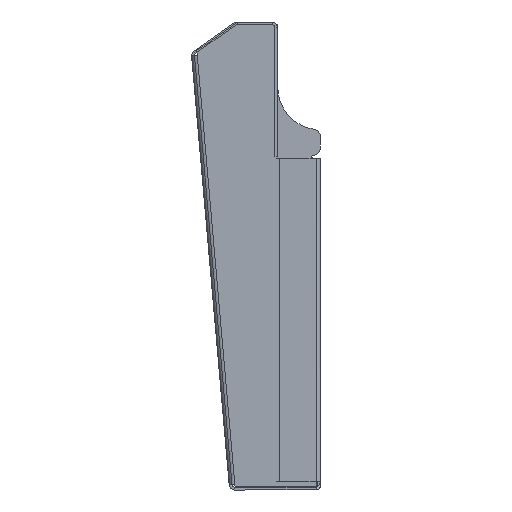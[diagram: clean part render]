
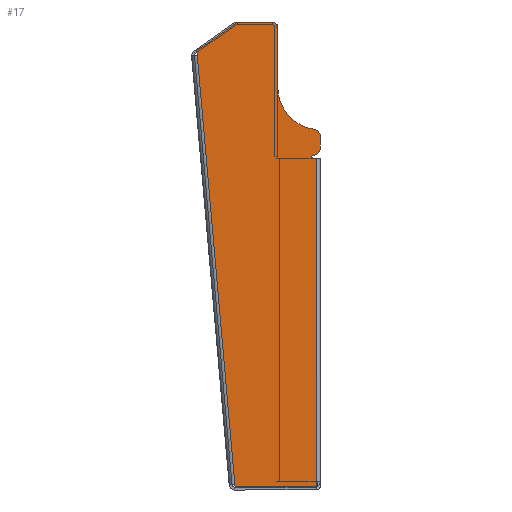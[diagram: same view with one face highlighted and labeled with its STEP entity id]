
A CAD part, left-side view. The second image highlights one B-rep face of the part: STEP entity #17.
In plain terms, the highlighted planar face has unit normal (-1, 0, 0).
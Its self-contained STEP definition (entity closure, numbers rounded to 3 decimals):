
#11 = ORIENTED_EDGE ( 'NONE', *, *, #4495, .T. ) ;
#17 = ADVANCED_FACE ( 'NONE', ( #2440 ), #4901, .T. ) ;
#21 = AXIS2_PLACEMENT_3D ( 'NONE', #2443, #4386, #982 ) ;
#30 = LINE ( 'NONE', #411, #211 ) ;
#48 = ORIENTED_EDGE ( 'NONE', *, *, #849, .F. ) ;
#91 = DIRECTION ( 'NONE',  ( 0., 0., 1. ) ) ;
#98 = CARTESIAN_POINT ( 'NONE',  ( -305., 30.086, -66.933 ) ) ;
#131 = LINE ( 'NONE', #4521, #3506 ) ;
#180 = CARTESIAN_POINT ( 'NONE',  ( -305., 0., 52.5 ) ) ;
#198 = CIRCLE ( 'NONE', #5463, 2.5 ) ;
#211 = VECTOR ( 'NONE', #1987, 1000. ) ;
#297 = LINE ( 'NONE', #3771, #2160 ) ;
#332 = DIRECTION ( 'NONE',  ( 0., 1., 0. ) ) ;
#337 = ORIENTED_EDGE ( 'NONE', *, *, #3866, .T. ) ;
#365 = CARTESIAN_POINT ( 'NONE',  ( -305., 29.128, 97. ) ) ;
#411 = CARTESIAN_POINT ( 'NONE',  ( -305., 43.394, 85.18 ) ) ;
#473 = VECTOR ( 'NONE', #788, 1000. ) ;
#479 = DIRECTION ( 'NONE',  ( -1., 0., 0. ) ) ;
#572 = ORIENTED_EDGE ( 'NONE', *, *, #5819, .T. ) ;
#636 = AXIS2_PLACEMENT_3D ( 'NONE', #3493, #479, #3428 ) ;
#671 = DIRECTION ( 'NONE',  ( 0., -1., 0. ) ) ;
#688 = ORIENTED_EDGE ( 'NONE', *, *, #2260, .T. ) ;
#695 = ORIENTED_EDGE ( 'NONE', *, *, #1702, .T. ) ;
#714 = CARTESIAN_POINT ( 'NONE',  ( -305., 0., 74. ) ) ;
#788 = DIRECTION ( 'NONE',  ( 0., -1., 0. ) ) ;
#839 = VERTEX_POINT ( 'NONE', #1745 ) ;
#849 = EDGE_CURVE ( 'NONE', #4370, #3758, #4295, .T. ) ;
#861 = CARTESIAN_POINT ( 'NONE',  ( -305., 35.669, -3.121 ) ) ;
#982 = DIRECTION ( 'NONE',  ( 0., -1., 0. ) ) ;
#1025 = VERTEX_POINT ( 'NONE', #5010 ) ;
#1109 = CARTESIAN_POINT ( 'NONE',  ( -305., 17.5, 97. ) ) ;
#1135 = DIRECTION ( 'NONE',  ( 0., 0., 1. ) ) ;
#1185 = VERTEX_POINT ( 'NONE', #1284 ) ;
#1236 = AXIS2_PLACEMENT_3D ( 'NONE', #714, #1649, #2200 ) ;
#1272 = EDGE_CURVE ( 'NONE', #6181, #4101, #30, .T. ) ;
#1284 = CARTESIAN_POINT ( 'NONE',  ( -305., 0., 56.679 ) ) ;
#1307 = CARTESIAN_POINT ( 'NONE',  ( -305., 30.086, -66.933 ) ) ;
#1323 = DIRECTION ( 'NONE',  ( 0., -1., 0. ) ) ;
#1358 = DIRECTION ( 'NONE',  ( -1., 0., 0. ) ) ;
#1439 = CIRCLE ( 'NONE', #1236, 15. ) ;
#1508 = LINE ( 'NONE', #2604, #3100 ) ;
#1649 = DIRECTION ( 'NONE',  ( 1., 0., 0. ) ) ;
#1691 = LINE ( 'NONE', #2735, #5498 ) ;
#1702 = EDGE_CURVE ( 'NONE', #3080, #4027, #4378, .T. ) ;
#1718 = VECTOR ( 'NONE', #4486, 1000. ) ;
#1745 = CARTESIAN_POINT ( 'NONE',  ( -305., 2.143, 59.154 ) ) ;
#1791 = LINE ( 'NONE', #365, #473 ) ;
#1829 = ORIENTED_EDGE ( 'NONE', *, *, #4324, .F. ) ;
#1833 = AXIS2_PLACEMENT_3D ( 'NONE', #6343, #2967, #2344 ) ;
#1879 = CIRCLE ( 'NONE', #6211, 0.5 ) ;
#1907 = VECTOR ( 'NONE', #5216, 1000. ) ;
#1987 = DIRECTION ( 'NONE',  ( 0., 0.087, 0.996 ) ) ;
#1999 = ORIENTED_EDGE ( 'NONE', *, *, #5234, .F. ) ;
#2027 = DIRECTION ( 'NONE',  ( -1., 0., 0. ) ) ;
#2089 = EDGE_CURVE ( 'NONE', #4101, #1025, #4763, .T. ) ;
#2160 = VECTOR ( 'NONE', #1323, 1000. ) ;
#2170 = ORIENTED_EDGE ( 'NONE', *, *, #1272, .F. ) ;
#2186 = ORIENTED_EDGE ( 'NONE', *, *, #2089, .F. ) ;
#2200 = DIRECTION ( 'NONE',  ( 0., -1., 0. ) ) ;
#2260 = EDGE_CURVE ( 'NONE', #4027, #2641, #4520, .T. ) ;
#2340 = DIRECTION ( 'NONE',  ( 0., -0.087, -0.996 ) ) ;
#2344 = DIRECTION ( 'NONE',  ( 0., 1., 0. ) ) ;
#2345 = DIRECTION ( 'NONE',  ( 0., 0.087, 0.996 ) ) ;
#2414 = CARTESIAN_POINT ( 'NONE',  ( -305., 2.5, 49.5 ) ) ;
#2440 = FACE_OUTER_BOUND ( 'NONE', #5006, .T. ) ;
#2443 = CARTESIAN_POINT ( 'NONE',  ( -305., 2.5, 52.5 ) ) ;
#2457 = CARTESIAN_POINT ( 'NONE',  ( -305., 15., 74. ) ) ;
#2604 = CARTESIAN_POINT ( 'NONE',  ( -305., 0., 88.976 ) ) ;
#2606 = VERTEX_POINT ( 'NONE', #180 ) ;
#2641 = VERTEX_POINT ( 'NONE', #4161 ) ;
#2735 = CARTESIAN_POINT ( 'NONE',  ( -305., 15., 0. ) ) ;
#2756 = EDGE_CURVE ( 'NONE', #1025, #3987, #1791, .T. ) ;
#2917 = CIRCLE ( 'NONE', #636, 2.5 ) ;
#2966 = VERTEX_POINT ( 'NONE', #2457 ) ;
#2967 = DIRECTION ( 'NONE',  ( -1., 0., 0. ) ) ;
#3004 = ORIENTED_EDGE ( 'NONE', *, *, #3408, .T. ) ;
#3036 = ORIENTED_EDGE ( 'NONE', *, *, #2756, .F. ) ;
#3080 = VERTEX_POINT ( 'NONE', #5539 ) ;
#3100 = VECTOR ( 'NONE', #91, 1000. ) ;
#3115 = VERTEX_POINT ( 'NONE', #4120 ) ;
#3235 = VERTEX_POINT ( 'NONE', #3769 ) ;
#3322 = LINE ( 'NONE', #861, #4536 ) ;
#3408 = EDGE_CURVE ( 'NONE', #1185, #839, #198, .T. ) ;
#3428 = DIRECTION ( 'NONE',  ( 0., -1., 0. ) ) ;
#3492 = DIRECTION ( 'NONE',  ( 0., 0., -1. ) ) ;
#3493 = CARTESIAN_POINT ( 'NONE',  ( -305., 17.5, 94.5 ) ) ;
#3498 = EDGE_CURVE ( 'NONE', #3115, #2641, #131, .T. ) ;
#3506 = VECTOR ( 'NONE', #3492, 1000. ) ;
#3678 = CARTESIAN_POINT ( 'NONE',  ( -305., 2.5, 50. ) ) ;
#3754 = CIRCLE ( 'NONE', #21, 2.5 ) ;
#3757 = CARTESIAN_POINT ( 'NONE',  ( -305., 43.394, 85.18 ) ) ;
#3758 = VERTEX_POINT ( 'NONE', #5902 ) ;
#3769 = CARTESIAN_POINT ( 'NONE',  ( -305., 15., 94.5 ) ) ;
#3771 = CARTESIAN_POINT ( 'NONE',  ( -305., 0., 49. ) ) ;
#3781 = ORIENTED_EDGE ( 'NONE', *, *, #4769, .T. ) ;
#3840 = EDGE_CURVE ( 'NONE', #3080, #6181, #3322, .T. ) ;
#3866 = EDGE_CURVE ( 'NONE', #2606, #1185, #1508, .T. ) ;
#3987 = VERTEX_POINT ( 'NONE', #1109 ) ;
#4027 = VERTEX_POINT ( 'NONE', #1307 ) ;
#4101 = VERTEX_POINT ( 'NONE', #6337 ) ;
#4120 = CARTESIAN_POINT ( 'NONE',  ( -305., 1.5, 49. ) ) ;
#4161 = CARTESIAN_POINT ( 'NONE',  ( -305., 1.5, -66.933 ) ) ;
#4259 = EDGE_CURVE ( 'NONE', #839, #2966, #1439, .T. ) ;
#4295 = CIRCLE ( 'NONE', #6339, 0.5 ) ;
#4324 = EDGE_CURVE ( 'NONE', #3758, #3115, #297, .T. ) ;
#4370 = VERTEX_POINT ( 'NONE', #4735 ) ;
#4378 = LINE ( 'NONE', #5801, #5835 ) ;
#4386 = DIRECTION ( 'NONE',  ( -1., 0., 0. ) ) ;
#4387 = DIRECTION ( 'NONE',  ( 0., 1., 0. ) ) ;
#4486 = DIRECTION ( 'NONE',  ( 0., -1., 0. ) ) ;
#4495 = EDGE_CURVE ( 'NONE', #3235, #3987, #2917, .T. ) ;
#4520 = LINE ( 'NONE', #98, #1718 ) ;
#4521 = CARTESIAN_POINT ( 'NONE',  ( -305., 1.5, 49. ) ) ;
#4536 = VECTOR ( 'NONE', #2345, 1000. ) ;
#4672 = ORIENTED_EDGE ( 'NONE', *, *, #3840, .F. ) ;
#4735 = CARTESIAN_POINT ( 'NONE',  ( -305., 3., 49.5 ) ) ;
#4749 = ORIENTED_EDGE ( 'NONE', *, *, #4259, .T. ) ;
#4763 = LINE ( 'NONE', #5725, #1907 ) ;
#4769 = EDGE_CURVE ( 'NONE', #2966, #3235, #1691, .T. ) ;
#4901 = PLANE ( 'NONE',  #1833 ) ;
#5006 = EDGE_LOOP ( 'NONE', ( #3781, #11, #3036, #2186, #2170, #4672, #695, #688, #5755, #1829, #48, #1999, #572, #337, #3004, #4749 ) ) ;
#5010 = CARTESIAN_POINT ( 'NONE',  ( -305., 29.128, 97. ) ) ;
#5063 = VERTEX_POINT ( 'NONE', #3678 ) ;
#5216 = DIRECTION ( 'NONE',  ( 0., -0.819, 0.574 ) ) ;
#5234 = EDGE_CURVE ( 'NONE', #5063, #4370, #1879, .T. ) ;
#5463 = AXIS2_PLACEMENT_3D ( 'NONE', #5558, #2027, #671 ) ;
#5498 = VECTOR ( 'NONE', #1135, 1000. ) ;
#5539 = CARTESIAN_POINT ( 'NONE',  ( -305., 30.16, -66.087 ) ) ;
#5558 = CARTESIAN_POINT ( 'NONE',  ( -305., 2.5, 56.679 ) ) ;
#5725 = CARTESIAN_POINT ( 'NONE',  ( -305., 43.545, 86.905 ) ) ;
#5755 = ORIENTED_EDGE ( 'NONE', *, *, #3498, .F. ) ;
#5788 = CARTESIAN_POINT ( 'NONE',  ( -305., 2.5, 49.5 ) ) ;
#5801 = CARTESIAN_POINT ( 'NONE',  ( -305., 30.16, -66.087 ) ) ;
#5819 = EDGE_CURVE ( 'NONE', #5063, #2606, #3754, .T. ) ;
#5835 = VECTOR ( 'NONE', #2340, 1000. ) ;
#5902 = CARTESIAN_POINT ( 'NONE',  ( -305., 2.5, 49. ) ) ;
#6181 = VERTEX_POINT ( 'NONE', #3757 ) ;
#6211 = AXIS2_PLACEMENT_3D ( 'NONE', #5788, #1358, #332 ) ;
#6337 = CARTESIAN_POINT ( 'NONE',  ( -305., 43.545, 86.905 ) ) ;
#6339 = AXIS2_PLACEMENT_3D ( 'NONE', #2414, #6349, #4387 ) ;
#6343 = CARTESIAN_POINT ( 'NONE',  ( -305., 0., 0. ) ) ;
#6349 = DIRECTION ( 'NONE',  ( -1., 0., 0. ) ) ;
